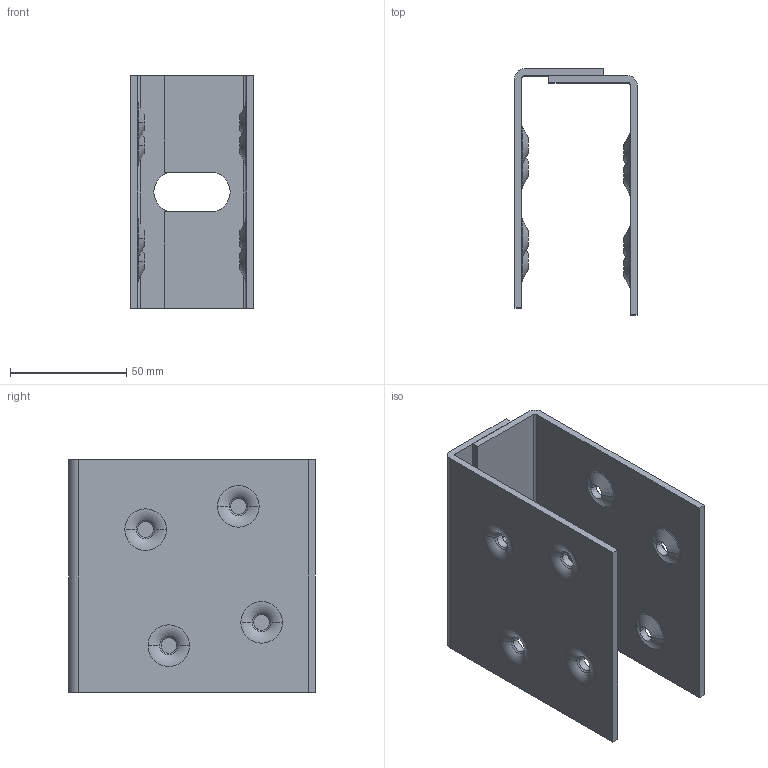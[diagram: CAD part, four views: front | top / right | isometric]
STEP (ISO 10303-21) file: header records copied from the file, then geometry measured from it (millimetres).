
FILE_DESCRIPTION (( 'STEP AP203' ), '1' );
FILE_NAME ('1.24.F18.STEP', '2019-05-28T07:29:56', ( '' ), ( '' ), 'SwSTEP 2.0', 'SolidWorks 2018', '' );
FILE_SCHEMA (( 'CONFIG_CONTROL_DESIGN' ));
Length unit declared in the file: millimetre
Products named in the file (1): 1.24.F18
Bounding box: 52.67 x 106 x 100 mm (x, y, z)
Volume: 79326.1 mm3; surface area: 56424.7 mm2
Topology: 2 solids, 2 shells, 108 faces, 248 edges, 144 vertices
Faces by surface type: torus 32, cone 32, cylinder 22, plane 22
Entity records: 3147 total; most frequent: DIRECTION 606, CARTESIAN_POINT 501, ORIENTED_EDGE 496, AXIS2_PLACEMENT_3D 249, EDGE_CURVE 248, VERTEX_POINT 144, CIRCLE 140, EDGE_LOOP 124
